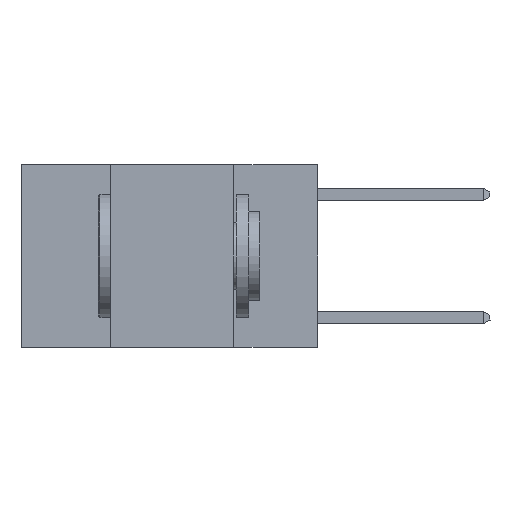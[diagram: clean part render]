
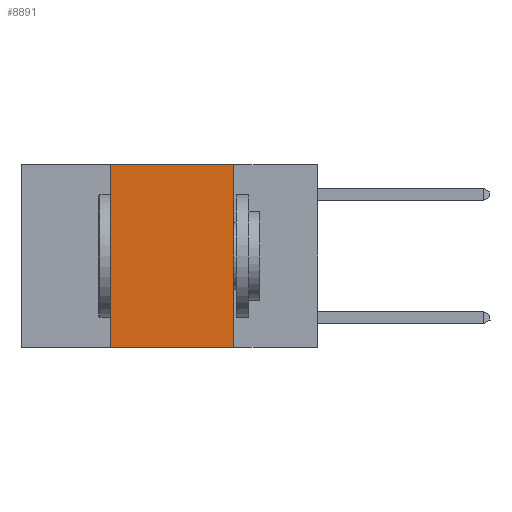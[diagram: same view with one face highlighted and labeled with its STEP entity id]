
A CAD part, left-side view. The second image highlights one B-rep face of the part: STEP entity #8891.
In plain terms, the highlighted planar face has unit normal (-1, 0, 0).
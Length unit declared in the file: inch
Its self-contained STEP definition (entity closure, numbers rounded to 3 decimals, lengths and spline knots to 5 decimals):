
#439 = LINE ( 'NONE', #8035, #5229 ) ;
#512 = VECTOR ( 'NONE', #1638, 39.37008 ) ;
#681 = LINE ( 'NONE', #11853, #8034 ) ;
#1638 = DIRECTION ( 'NONE',  ( 0., 0., -1. ) ) ;
#1643 = VECTOR ( 'NONE', #2821, 39.37008 ) ;
#2523 = ORIENTED_EDGE ( 'NONE', *, *, #7806, .T. ) ;
#2821 = DIRECTION ( 'NONE',  ( 0., 0., 1. ) ) ;
#2918 = DIRECTION ( 'NONE',  ( 0., -1., 0. ) ) ;
#2957 = CARTESIAN_POINT ( 'NONE',  ( 0., 0.42, 0. ) ) ;
#2967 = PLANE ( 'NONE',  #6767 ) ;
#3672 = VERTEX_POINT ( 'NONE', #10977 ) ;
#3847 = VERTEX_POINT ( 'NONE', #10003 ) ;
#3961 = CARTESIAN_POINT ( 'NONE',  ( 0., 0.6, 0. ) ) ;
#4457 = EDGE_CURVE ( 'NONE', #8639, #3847, #439, .T. ) ;
#5204 = EDGE_CURVE ( 'NONE', #8351, #8639, #9865, .T. ) ;
#5229 = VECTOR ( 'NONE', #2918, 39.37008 ) ;
#5465 = CARTESIAN_POINT ( 'NONE',  ( 0., 0.17, 0. ) ) ;
#5616 = LINE ( 'NONE', #5465, #512 ) ;
#5851 = DIRECTION ( 'NONE',  ( 0., 0., -1. ) ) ;
#6767 = AXIS2_PLACEMENT_3D ( 'NONE', #3961, #11597, #5851 ) ;
#6986 = CARTESIAN_POINT ( 'NONE',  ( 0., 0.42, -0.37 ) ) ;
#7806 = EDGE_CURVE ( 'NONE', #8351, #3672, #681, .T. ) ;
#7895 = ORIENTED_EDGE ( 'NONE', *, *, #4457, .F. ) ;
#7902 = EDGE_LOOP ( 'NONE', ( #9430, #7895, #9016, #2523 ) ) ;
#7998 = DIRECTION ( 'NONE',  ( 0., -1., 0. ) ) ;
#8033 = EDGE_CURVE ( 'NONE', #3847, #3672, #5616, .T. ) ;
#8034 = VECTOR ( 'NONE', #7998, 39.37008 ) ;
#8035 = CARTESIAN_POINT ( 'NONE',  ( 0., 0.6, 0. ) ) ;
#8351 = VERTEX_POINT ( 'NONE', #6986 ) ;
#8639 = VERTEX_POINT ( 'NONE', #12210 ) ;
#8891 = ADVANCED_FACE ( 'NONE', ( #10994 ), #2967, .F. ) ;
#9016 = ORIENTED_EDGE ( 'NONE', *, *, #5204, .F. ) ;
#9430 = ORIENTED_EDGE ( 'NONE', *, *, #8033, .F. ) ;
#9865 = LINE ( 'NONE', #2957, #1643 ) ;
#10003 = CARTESIAN_POINT ( 'NONE',  ( 0., 0.17, 0. ) ) ;
#10977 = CARTESIAN_POINT ( 'NONE',  ( 0., 0.17, -0.37 ) ) ;
#10994 = FACE_OUTER_BOUND ( 'NONE', #7902, .T. ) ;
#11597 = DIRECTION ( 'NONE',  ( 1., 0., 0. ) ) ;
#11853 = CARTESIAN_POINT ( 'NONE',  ( 0., 0.6, -0.37 ) ) ;
#12210 = CARTESIAN_POINT ( 'NONE',  ( 0., 0.42, 0. ) ) ;
